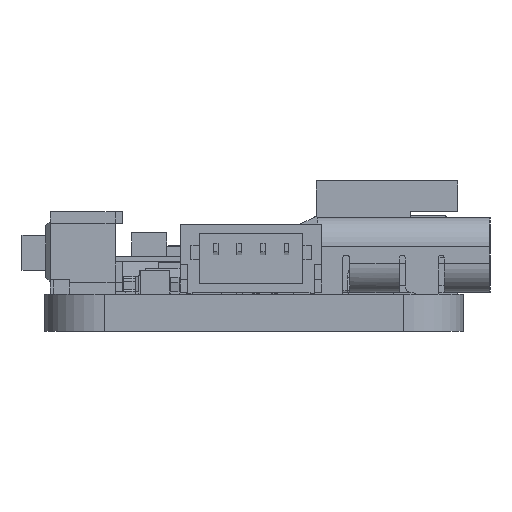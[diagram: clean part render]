
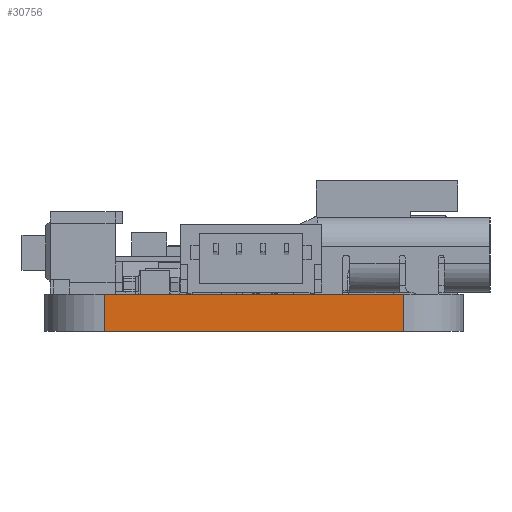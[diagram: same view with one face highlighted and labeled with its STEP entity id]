
A CAD part, left-side view. The second image highlights one B-rep face of the part: STEP entity #30756.
In plain terms, the highlighted planar face has unit normal (-1, 0, 0).
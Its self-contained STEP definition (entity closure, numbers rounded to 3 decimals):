
#566=PLANE('',#32897);
#1958=FACE_OUTER_BOUND('',#3626,.T.);
#3626=EDGE_LOOP('',(#21061,#21062,#21063,#21064));
#5555=LINE('',#44234,#9196);
#5556=LINE('',#44237,#9197);
#5557=LINE('',#44239,#9198);
#5558=LINE('',#44240,#9199);
#9196=VECTOR('',#35800,10.);
#9197=VECTOR('',#35803,10.);
#9198=VECTOR('',#35804,10.);
#9199=VECTOR('',#35805,10.);
#13622=VERTEX_POINT('',#44230);
#13623=VERTEX_POINT('',#44232);
#13624=VERTEX_POINT('',#44236);
#13625=VERTEX_POINT('',#44238);
#16577=EDGE_CURVE('',#13622,#13623,#5555,.T.);
#16578=EDGE_CURVE('',#13624,#13622,#5556,.T.);
#16579=EDGE_CURVE('',#13625,#13623,#5557,.T.);
#16580=EDGE_CURVE('',#13624,#13625,#5558,.T.);
#21061=ORIENTED_EDGE('',*,*,#16578,.T.);
#21062=ORIENTED_EDGE('',*,*,#16577,.T.);
#21063=ORIENTED_EDGE('',*,*,#16579,.F.);
#21064=ORIENTED_EDGE('',*,*,#16580,.F.);
#30756=ADVANCED_FACE('',(#1958),#566,.T.);
#32897=AXIS2_PLACEMENT_3D('',#44235,#35801,#35802);
#35800=DIRECTION('',(0.,0.,1.));
#35801=DIRECTION('center_axis',(-1.,0.,0.));
#35802=DIRECTION('ref_axis',(0.,-1.,0.));
#35803=DIRECTION('',(0.,-1.,0.));
#35804=DIRECTION('',(0.,-1.,0.));
#35805=DIRECTION('',(0.,0.,1.));
#44230=CARTESIAN_POINT('',(0.,2.54,0.));
#44232=CARTESIAN_POINT('',(0.,2.54,1.57));
#44234=CARTESIAN_POINT('',(0.,2.54,0.));
#44235=CARTESIAN_POINT('Origin',(0.,15.24,0.));
#44236=CARTESIAN_POINT('',(0.,15.24,0.));
#44237=CARTESIAN_POINT('',(0.,15.24,0.));
#44238=CARTESIAN_POINT('',(0.,15.24,1.57));
#44239=CARTESIAN_POINT('',(0.,15.24,1.57));
#44240=CARTESIAN_POINT('',(0.,15.24,0.));
